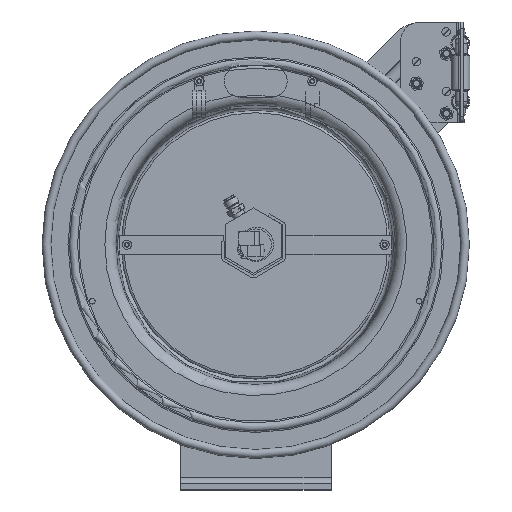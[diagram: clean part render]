
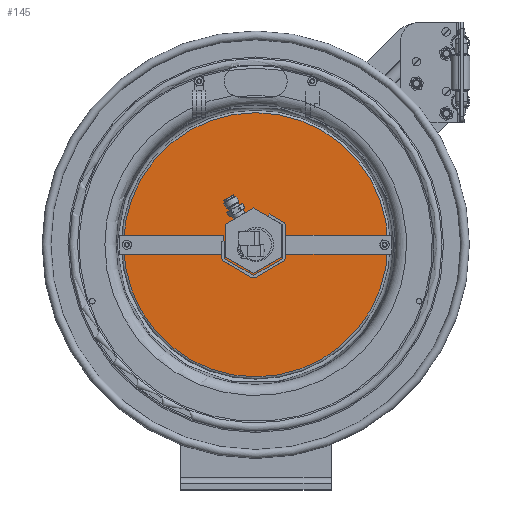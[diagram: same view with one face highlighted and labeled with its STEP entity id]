
A CAD part, top view. The second image highlights one B-rep face of the part: STEP entity #145.
In plain terms, the highlighted planar face has unit normal (0, 0, 1).
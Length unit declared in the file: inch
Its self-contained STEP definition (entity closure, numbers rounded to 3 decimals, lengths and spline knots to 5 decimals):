
#81=CARTESIAN_POINT('',(-21.22873,2.74081,26.09084));
#82=VERTEX_POINT('',#81);
#83=CARTESIAN_POINT('',(-21.22873,-2.51419,26.09084));
#84=DIRECTION('',(0.,0.,1.0));
#85=DIRECTION('',(0.,1.0,0.));
#86=AXIS2_PLACEMENT_3D('',#83,#84,#85);
#87=CIRCLE('',#86,5.255);
#88=EDGE_CURVE('',#82,#82,#87,.T.);
#104=CARTESIAN_POINT('',(-21.22873,0.11331,26.09084));
#105=DIRECTION('',(0.0,0.0,1.0));
#106=DIRECTION('',(1.0,0.,0.0));
#107=AXIS2_PLACEMENT_3D('',#104,#105,#106);
#108=PLANE('',#107);
#109=ORIENTED_EDGE('',*,*,#88,.T.);
#110=EDGE_LOOP('',(#109));
#111=FACE_OUTER_BOUND('',#110,.T.);
#112=CARTESIAN_POINT('',(-21.22873,-1.86419,26.09084));
#113=VERTEX_POINT('',#112);
#114=CARTESIAN_POINT('',(-21.22873,-2.51419,26.09084));
#115=DIRECTION('',(0.,0.,-1.0));
#116=DIRECTION('',(0.,-1.0,0.));
#117=AXIS2_PLACEMENT_3D('',#114,#115,#116);
#118=CIRCLE('',#117,0.65);
#119=EDGE_CURVE('',#113,#113,#118,.T.);
#120=ORIENTED_EDGE('',*,*,#119,.T.);
#121=EDGE_LOOP('',(#120));
#122=FACE_BOUND('',#121,.T.);
#123=CARTESIAN_POINT('',(-26.35373,-2.41419,26.09084));
#124=VERTEX_POINT('',#123);
#125=CARTESIAN_POINT('',(-26.35373,-2.51419,26.09084));
#126=DIRECTION('',(0.,0.,-1.0));
#127=DIRECTION('',(0.,1.0,0.));
#128=AXIS2_PLACEMENT_3D('',#125,#126,#127);
#129=CIRCLE('',#128,0.1);
#130=EDGE_CURVE('',#124,#124,#129,.T.);
#131=ORIENTED_EDGE('',*,*,#130,.T.);
#132=EDGE_LOOP('',(#131));
#133=FACE_BOUND('',#132,.T.);
#134=CARTESIAN_POINT('',(-16.10373,-2.41419,26.09084));
#135=VERTEX_POINT('',#134);
#136=CARTESIAN_POINT('',(-16.10373,-2.51419,26.09084));
#137=DIRECTION('',(0.,0.,-1.0));
#138=DIRECTION('',(0.,1.0,0.));
#139=AXIS2_PLACEMENT_3D('',#136,#137,#138);
#140=CIRCLE('',#139,0.1);
#141=EDGE_CURVE('',#135,#135,#140,.T.);
#142=ORIENTED_EDGE('',*,*,#141,.T.);
#143=EDGE_LOOP('',(#142));
#144=FACE_BOUND('',#143,.T.);
#145=ADVANCED_FACE('',(#111,#122,#133,#144),#108,.T.);
